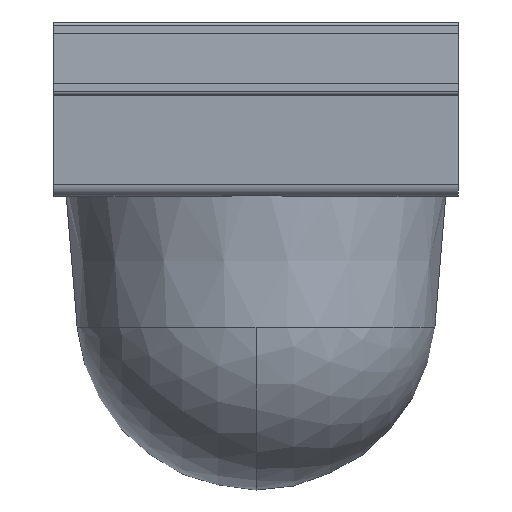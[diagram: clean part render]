
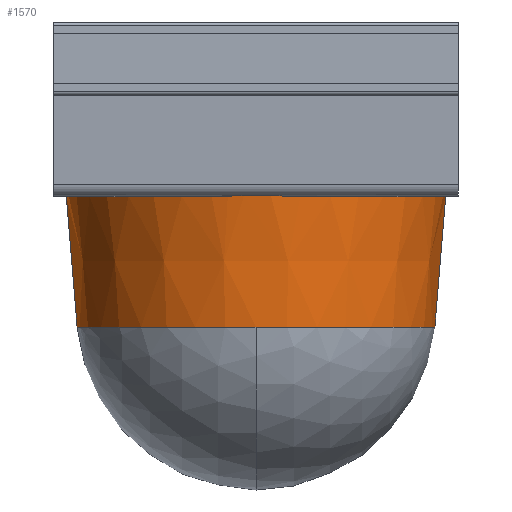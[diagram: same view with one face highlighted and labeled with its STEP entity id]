
A CAD part, left-side view. The second image highlights one B-rep face of the part: STEP entity #1570.
In plain terms, the highlighted conical face has half-angle 4.772 degrees and reference radius 0.707 mm.
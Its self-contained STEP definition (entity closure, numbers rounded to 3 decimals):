
#69=ORIENTED_EDGE ( 'NONE', *, *, #563, .F. );
#73=ORIENTED_EDGE ( 'NONE', *, *, #1571, .F. );
#74=ORIENTED_EDGE ( 'NONE', *, *, #939, .F. );
#76=EDGE_LOOP ( 'NONE', ( #69, #73, #74, #1553, #1548, #1557, #1556 ) );
#559=EDGE_CURVE ( 'NONE', #946, #565, #1230, .T. );
#563=EDGE_CURVE ( 'NONE', #592, #601, #1247, .T. );
#565=VERTEX_POINT ( 'NONE', #1243 );
#592=VERTEX_POINT ( 'NONE', #1294 );
#601=VERTEX_POINT ( 'NONE', #1305 );
#939=EDGE_CURVE ( 'NONE', #946, #982, #1278, .T. );
#946=VERTEX_POINT ( 'NONE', #1363 );
#982=VERTEX_POINT ( 'NONE', #1417 );
#1031=EDGE_CURVE ( 'NONE', #565, #1040, #1304, .T. );
#1038=EDGE_CURVE ( 'NONE', #1530, #601, #1304, .T. );
#1040=VERTEX_POINT ( 'NONE', #1462 );
#1227=DIRECTION ( 'NONE',  ( 0., -0.083, 0.997 ) );
#1228=VECTOR ( 'NONE', #1227, 1000. );
#1229=CARTESIAN_POINT ( 'NONE',  ( 1.584, 0.093, -0.961 ) );
#1230=LINE ( 'NONE', #1229, #1228 );
#1243=CARTESIAN_POINT ( 'NONE',  ( 1.584, 0.05, -0.445 ) );
#1244=DIRECTION ( 'NONE',  ( 0., 0.083, 0.997 ) );
#1245=VECTOR ( 'NONE', #1244, 1000. );
#1246=CARTESIAN_POINT ( 'NONE',  ( 1.584, 1.507, -0.961 ) );
#1247=LINE ( 'NONE', #1246, #1245 );
#1274=DIRECTION ( 'NONE',  ( 0., 1., 0. ) );
#1275=DIRECTION ( 'NONE',  ( 0., 0., -1. ) );
#1276=CARTESIAN_POINT ( 'NONE',  ( 1.584, 0.8, -0.961 ) );
#1277=AXIS2_PLACEMENT_3D ( 'NONE', #1276, #1275, #1274 );
#1278=CIRCLE ( 'NONE', #1277, 0.707 );
#1294=CARTESIAN_POINT ( 'NONE',  ( 1.584, 1.507, -0.961 ) );
#1295=DIRECTION ( 'NONE',  ( 0., -1., 0. ) );
#1296=DIRECTION ( 'NONE',  ( 0., 0., 1. ) );
#1297=AXIS2_PLACEMENT_3D ( 'NONE', #1276, #1296, #1295 );
#1298=CONICAL_SURFACE ( 'NONE', #1297, 0.707, 0.083 );
#1300=DIRECTION ( 'NONE',  ( -1., 0., 0. ) );
#1301=DIRECTION ( 'NONE',  ( 0., 0., -1. ) );
#1302=CARTESIAN_POINT ( 'NONE',  ( 1.584, 0.8, -0.445 ) );
#1303=AXIS2_PLACEMENT_3D ( 'NONE', #1302, #1301, #1300 );
#1304=CIRCLE ( 'NONE', #1303, 0.75 );
#1305=CARTESIAN_POINT ( 'NONE',  ( 1.584, 1.55, -0.445 ) );
#1363=CARTESIAN_POINT ( 'NONE',  ( 1.584, 0.093, -0.961 ) );
#1417=CARTESIAN_POINT ( 'NONE',  ( 0.877, 0.8, -0.961 ) );
#1462=CARTESIAN_POINT ( 'NONE',  ( 0.855, 0.624, -0.445 ) );
#1481=CARTESIAN_POINT ( 'NONE',  ( 0.855, 0.976, -0.445 ) );
#1486=CARTESIAN_POINT ( 'NONE',  ( 0.841, 0.918, -0.445 ) );
#1487=CARTESIAN_POINT ( 'NONE',  ( 0.833, 0.859, -0.44 ) );
#1488=CARTESIAN_POINT ( 'NONE',  ( 0.833, 0.741, -0.44 ) );
#1489=CARTESIAN_POINT ( 'NONE',  ( 0.841, 0.682, -0.445 ) );
#1491=B_SPLINE_CURVE_WITH_KNOTS ( 'NONE', 3,( #1462, #1489, #1488, #1487, #1486, #1481 ),.UNSPECIFIED., .F., .F.,( 4, 2, 4 ),( 0., 0., 0. ),.UNSPECIFIED. );
#1501=FACE_OUTER_BOUND ( 'NONE', #76, .T. );
#1530=VERTEX_POINT ( 'NONE', #1481 );
#1545=EDGE_CURVE ( 'NONE', #1040, #1530, #1491, .T. );
#1548=ORIENTED_EDGE ( 'NONE', *, *, #1031, .T. );
#1553=ORIENTED_EDGE ( 'NONE', *, *, #559, .T. );
#1556=ORIENTED_EDGE ( 'NONE', *, *, #1038, .T. );
#1557=ORIENTED_EDGE ( 'NONE', *, *, #1545, .T. );
#1570=ADVANCED_FACE ( 'NONE', ( #1501 ), #1298, .T. );
#1571=EDGE_CURVE ( 'NONE', #982, #592, #1278, .T. );
